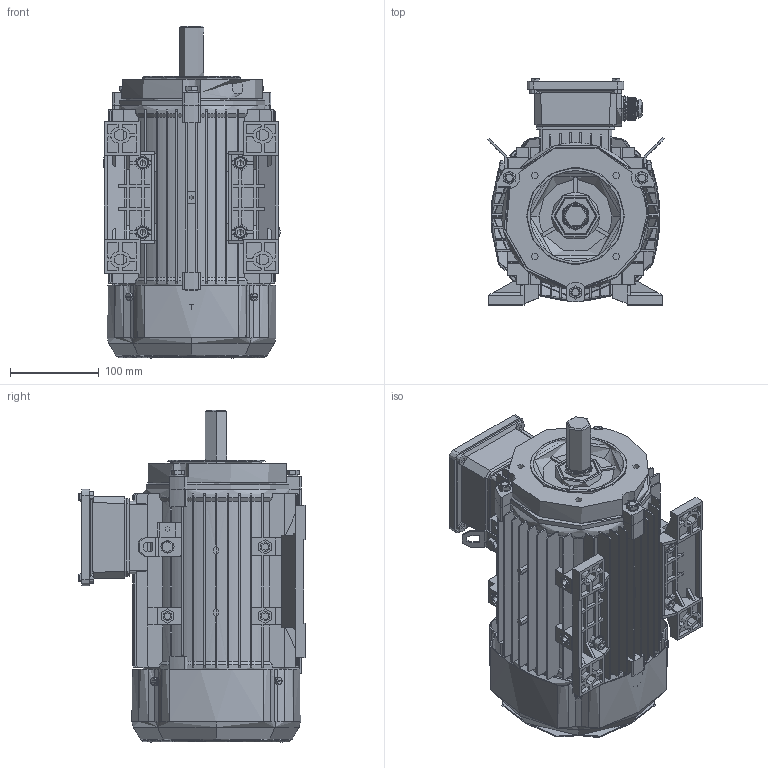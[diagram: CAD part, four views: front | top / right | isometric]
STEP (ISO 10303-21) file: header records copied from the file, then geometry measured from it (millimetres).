
FILE_DESCRIPTION (( 'STEP AP203' ), '1' );
FILE_NAME ('JL3-100-B34A.STEP', '2021-09-19T03:22:07', ( 'Windows 用户' ), ( '微软中国' ), 'SwSTEP 2.0', 'SolidWorks 2016', '' );
FILE_SCHEMA (( 'CONFIG_CONTROL_DESIGN' ));
Length unit declared in the file: millimetre
Products named in the file (1): JL3-100-B34A
Bounding box: 198.97 x 254.5 x 373.73 mm (x, y, z)
Topology: 0 solids, 65 shells, 4893 faces, 13455 edges, 8805 vertices
Faces by surface type: plane 2401, cylinder 1733, bspline 485, cone 274
Full cylindrical faces by diameter (mm): 20 x3
Entity records: 247362 total; most frequent: CARTESIAN_POINT 124938, ORIENTED_EDGE 26761, DIRECTION 24070, EDGE_CURVE 13409, VERTEX_POINT 8792, AXIS2_PLACEMENT_3D 8381, LINE 7308, VECTOR 7308
